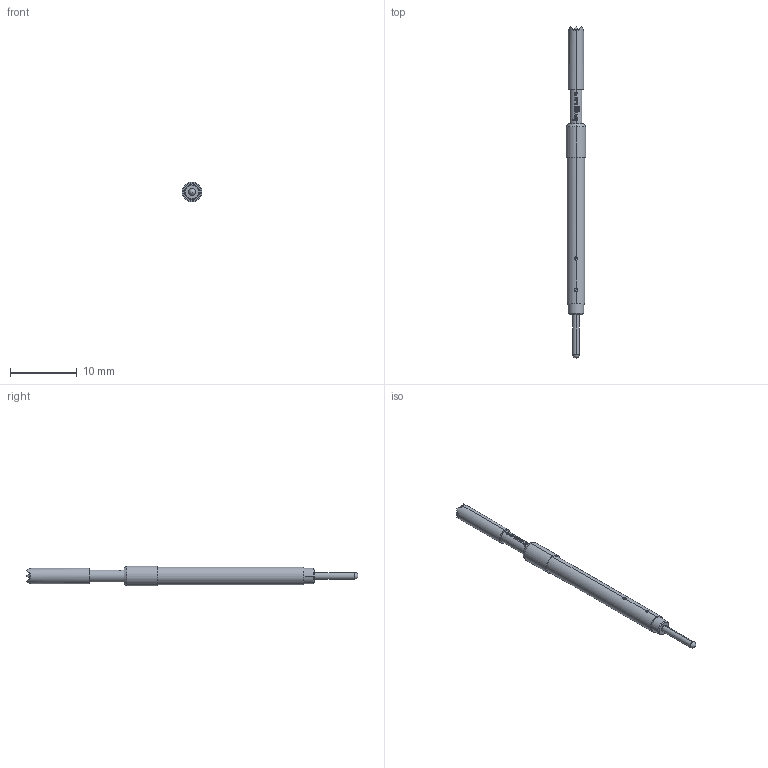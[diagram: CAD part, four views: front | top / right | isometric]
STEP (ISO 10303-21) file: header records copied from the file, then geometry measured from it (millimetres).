
FILE_DESCRIPTION (( 'STEP AP203' ), '1' );
FILE_NAME ('INGUN_SKS-415_356_230_A_xx05_E.STEP', '2022-02-18T08:46:00', ( 'ochi' ), ( '' ), 'SwSTEP 2.0', 'SolidWorks 2018', '' );
FILE_SCHEMA (( 'CONFIG_CONTROL_DESIGN' ));
Length unit declared in the file: millimetre
Products named in the file (1): INGUN_SKS-415_356_230_A_xx05_E
Bounding box: 3 x 49.8 x 3 mm (x, y, z)
Volume: 218.6 mm3; surface area: 375.9 mm2
Topology: 1 solids, 1 shells, 151 faces, 399 edges, 255 vertices
Faces by surface type: plane 85, cylinder 31, bspline 30, cone 4, sphere 1
Entity records: 5605 total; most frequent: CARTESIAN_POINT 2121, ORIENTED_EDGE 792, DIRECTION 610, EDGE_CURVE 396, VERTEX_POINT 253, AXIS2_PLACEMENT_3D 232, EDGE_LOOP 157, ADVANCED_FACE 151
